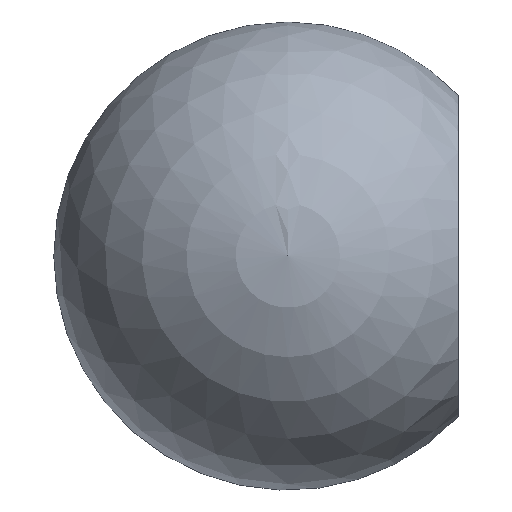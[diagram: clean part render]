
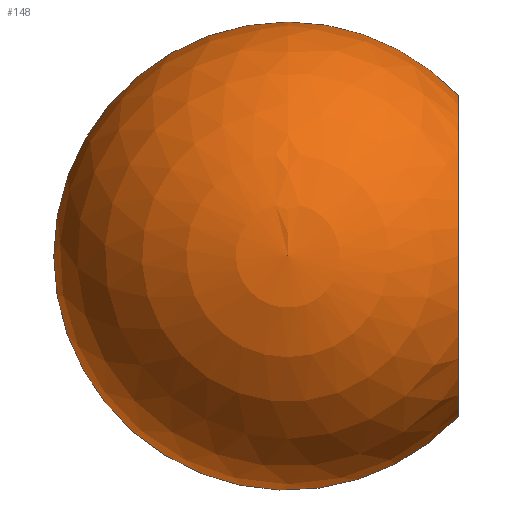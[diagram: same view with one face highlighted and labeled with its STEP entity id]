
A CAD part, top view. The second image highlights one B-rep face of the part: STEP entity #148.
In plain terms, the highlighted spherical face has radius 12.5 mm.
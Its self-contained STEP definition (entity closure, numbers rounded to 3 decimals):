
#1 = CARTESIAN_POINT ( 'NONE',  ( -9.1, 0., 0. ) ) ;
#8 = AXIS2_PLACEMENT_3D ( 'NONE', #137, #68, #82 ) ;
#42 = CARTESIAN_POINT ( 'NONE',  ( -21.6, 0., 0. ) ) ;
#50 = CARTESIAN_POINT ( 'NONE',  ( -9.1, 0., 0. ) ) ;
#60 = EDGE_CURVE ( 'NONE', #153, #203, #120, .T. ) ;
#61 = FACE_OUTER_BOUND ( 'NONE', #184, .T. ) ;
#68 = DIRECTION ( 'NONE',  ( 1., 0., 0. ) ) ;
#75 = ORIENTED_EDGE ( 'NONE', *, *, #77, .T. ) ;
#77 = EDGE_CURVE ( 'NONE', #155, #203, #114, .T. ) ;
#81 = DIRECTION ( 'NONE',  ( 0., 0., 1. ) ) ;
#82 = DIRECTION ( 'NONE',  ( 0., 1., 0. ) ) ;
#98 = SPHERICAL_SURFACE ( 'NONE', #192, 12.5 ) ;
#105 = CARTESIAN_POINT ( 'NONE',  ( 0., -8.57, 0. ) ) ;
#114 = CIRCLE ( 'NONE', #182, 12.5 ) ;
#120 = CIRCLE ( 'NONE', #8, 8.57 ) ;
#133 = DIRECTION ( 'NONE',  ( 0., -1., 0. ) ) ;
#134 = DIRECTION ( 'NONE',  ( 0., 0., -1. ) ) ;
#137 = CARTESIAN_POINT ( 'NONE',  ( 0., 0., 0. ) ) ;
#141 = CARTESIAN_POINT ( 'NONE',  ( 0., 8.57, 0. ) ) ;
#143 = EDGE_CURVE ( 'NONE', #155, #153, #201, .T. ) ;
#148 = ADVANCED_FACE ( 'NONE', ( #61 ), #98, .T. ) ;
#152 = DIRECTION ( 'NONE',  ( -1., 0., 0. ) ) ;
#153 = VERTEX_POINT ( 'NONE', #141 ) ;
#155 = VERTEX_POINT ( 'NONE', #42 ) ;
#162 = DIRECTION ( 'NONE',  ( 0., 0., 1. ) ) ;
#174 = DIRECTION ( 'NONE',  ( 0., 1., 0. ) ) ;
#182 = AXIS2_PLACEMENT_3D ( 'NONE', #1, #162, #133 ) ;
#184 = EDGE_LOOP ( 'NONE', ( #202, #75, #216 ) ) ;
#192 = AXIS2_PLACEMENT_3D ( 'NONE', #50, #81, #174 ) ;
#199 = AXIS2_PLACEMENT_3D ( 'NONE', #204, #134, #152 ) ;
#201 = CIRCLE ( 'NONE', #199, 12.5 ) ;
#202 = ORIENTED_EDGE ( 'NONE', *, *, #143, .F. ) ;
#203 = VERTEX_POINT ( 'NONE', #105 ) ;
#204 = CARTESIAN_POINT ( 'NONE',  ( -9.1, 0., 0. ) ) ;
#216 = ORIENTED_EDGE ( 'NONE', *, *, #60, .F. ) ;
